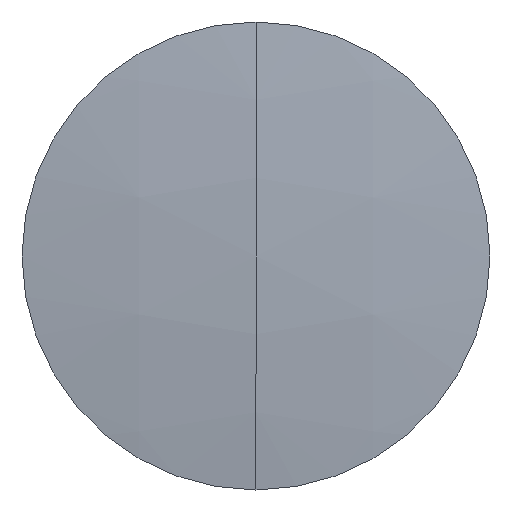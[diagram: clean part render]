
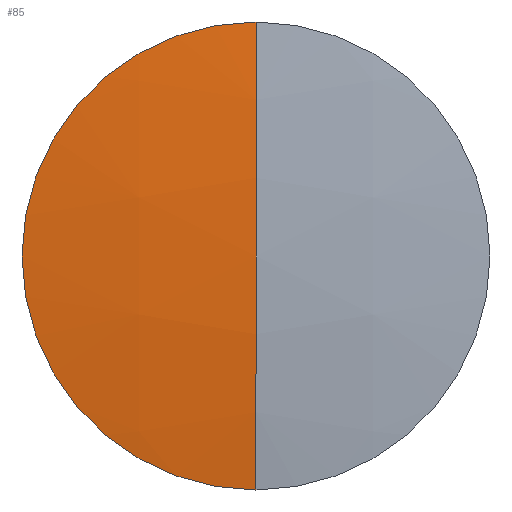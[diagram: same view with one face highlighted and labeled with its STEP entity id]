
A CAD part, left-side view. The second image highlights one B-rep face of the part: STEP entity #85.
In plain terms, the highlighted spherical face has radius 201.8 mm.
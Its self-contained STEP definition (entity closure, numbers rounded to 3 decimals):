
#1 = CIRCLE ( 'NONE', #185, 201.8 ) ;
#13 = SPHERICAL_SURFACE ( 'NONE', #158, 201.8 ) ;
#37 = CIRCLE ( 'NONE', #274, 25.4 ) ;
#54 = DIRECTION ( 'NONE',  ( 0., 0., 1. ) ) ;
#66 = EDGE_CURVE ( 'NONE', #166, #283, #37, .T. ) ;
#73 = CARTESIAN_POINT ( 'NONE',  ( 612.681, 0., 0. ) ) ;
#85 = ADVANCED_FACE ( 'NONE', ( #182 ), #13, .T. ) ;
#86 = AXIS2_PLACEMENT_3D ( 'NONE', #277, #167, #197 ) ;
#104 = CARTESIAN_POINT ( 'NONE',  ( 614.285, 0., 0. ) ) ;
#106 = CARTESIAN_POINT ( 'NONE',  ( 814.481, 0., 0. ) ) ;
#107 = EDGE_CURVE ( 'NONE', #166, #238, #1, .T. ) ;
#117 = ORIENTED_EDGE ( 'NONE', *, *, #231, .T. ) ;
#118 = DIRECTION ( 'NONE',  ( 0., 0., -1. ) ) ;
#135 = DIRECTION ( 'NONE',  ( 0., 0., 1. ) ) ;
#140 = ORIENTED_EDGE ( 'NONE', *, *, #107, .F. ) ;
#158 = AXIS2_PLACEMENT_3D ( 'NONE', #177, #186, #135 ) ;
#166 = VERTEX_POINT ( 'NONE', #295 ) ;
#167 = DIRECTION ( 'NONE',  ( 0., 1., 0. ) ) ;
#177 = CARTESIAN_POINT ( 'NONE',  ( 814.481, 0., 0. ) ) ;
#180 = CIRCLE ( 'NONE', #86, 201.8 ) ;
#182 = FACE_OUTER_BOUND ( 'NONE', #336, .T. ) ;
#185 = AXIS2_PLACEMENT_3D ( 'NONE', #106, #228, #118 ) ;
#186 = DIRECTION ( 'NONE',  ( 0., 1., 0. ) ) ;
#193 = ORIENTED_EDGE ( 'NONE', *, *, #66, .T. ) ;
#195 = CARTESIAN_POINT ( 'NONE',  ( 614.285, 0., -25.4 ) ) ;
#197 = DIRECTION ( 'NONE',  ( 0., 0., 1. ) ) ;
#228 = DIRECTION ( 'NONE',  ( 0., -1., 0. ) ) ;
#231 = EDGE_CURVE ( 'NONE', #283, #238, #180, .T. ) ;
#233 = DIRECTION ( 'NONE',  ( -1., 0., 0. ) ) ;
#238 = VERTEX_POINT ( 'NONE', #73 ) ;
#274 = AXIS2_PLACEMENT_3D ( 'NONE', #104, #233, #54 ) ;
#277 = CARTESIAN_POINT ( 'NONE',  ( 814.481, 0., 0. ) ) ;
#283 = VERTEX_POINT ( 'NONE', #195 ) ;
#295 = CARTESIAN_POINT ( 'NONE',  ( 614.285, 0., 25.4 ) ) ;
#336 = EDGE_LOOP ( 'NONE', ( #193, #117, #140 ) ) ;
